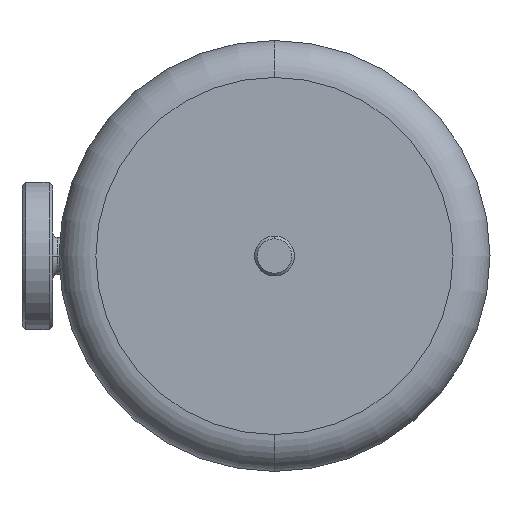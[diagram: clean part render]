
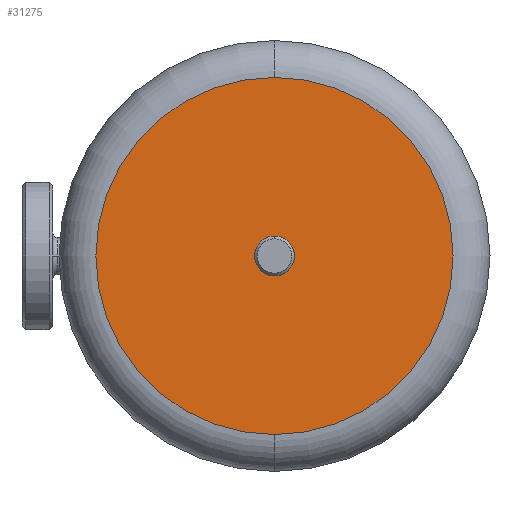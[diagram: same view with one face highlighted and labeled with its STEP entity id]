
A CAD part, left-side view. The second image highlights one B-rep face of the part: STEP entity #31275.
In plain terms, the highlighted planar face has unit normal (-1, 0, 0).
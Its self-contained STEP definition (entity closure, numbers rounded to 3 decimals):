
#12595=CARTESIAN_POINT('',(-41.2,0.,-1.621));
#12596=VERTEX_POINT('',#12595);
#12605=CARTESIAN_POINT('',(-41.2,0.,1.621));
#12606=VERTEX_POINT('',#12605);
#12607=CARTESIAN_POINT('',(-41.2,0.,0.));
#12608=DIRECTION('',(1.0,0.0,0.0));
#12609=DIRECTION('',(0.0,0.0,-1.0));
#12610=AXIS2_PLACEMENT_3D('',#12607,#12608,#12609);
#12611=CIRCLE('',#12610,1.621);
#12612=EDGE_CURVE('',#12606,#12596,#12611,.T.);
#12637=CARTESIAN_POINT('',(-41.2,0.,-14.5));
#12638=VERTEX_POINT('',#12637);
#12648=CARTESIAN_POINT('',(-41.2,14.5,0.));
#12649=VERTEX_POINT('',#12648);
#12650=CARTESIAN_POINT('',(-41.2,0.,0.));
#12651=DIRECTION('',(1.0,0.0,0.0));
#12652=DIRECTION('',(0.0,1.0,0.0));
#12653=AXIS2_PLACEMENT_3D('',#12650,#12651,#12652);
#12654=CIRCLE('',#12653,14.5);
#12655=EDGE_CURVE('',#12638,#12649,#12654,.T.);
#12657=CARTESIAN_POINT('',(-41.2,0.,14.5));
#12658=VERTEX_POINT('',#12657);
#12659=CARTESIAN_POINT('',(-41.2,0.,0.));
#12660=DIRECTION('',(1.0,0.0,0.0));
#12661=DIRECTION('',(0.0,1.0,0.0));
#12662=AXIS2_PLACEMENT_3D('',#12659,#12660,#12661);
#12663=CIRCLE('',#12662,14.5);
#12664=EDGE_CURVE('',#12649,#12658,#12663,.T.);
#31245=CARTESIAN_POINT('',(-41.2,0.,0.));
#31246=DIRECTION('',(1.0,0.0,0.0));
#31247=DIRECTION('',(0.0,1.0,0.0));
#31248=AXIS2_PLACEMENT_3D('',#31245,#31246,#31247);
#31249=CIRCLE('',#31248,14.5);
#31250=EDGE_CURVE('',#12658,#12638,#31249,.T.);
#31255=CARTESIAN_POINT('',(-41.2,7.25,0.));
#31256=DIRECTION('',(-1.0,0.0,0.0));
#31257=DIRECTION('',(0.0,0.0,1.0));
#31258=AXIS2_PLACEMENT_3D('',#31255,#31256,#31257);
#31259=PLANE('',#31258);
#31260=ORIENTED_EDGE('',*,*,#12664,.F.);
#31261=ORIENTED_EDGE('',*,*,#12655,.F.);
#31262=ORIENTED_EDGE('',*,*,#31250,.F.);
#31263=EDGE_LOOP('',(#31260,#31261,#31262));
#31264=FACE_OUTER_BOUND('',#31263,.T.);
#31265=CARTESIAN_POINT('',(-41.2,0.,0.));
#31266=DIRECTION('',(1.0,0.0,0.0));
#31267=DIRECTION('',(0.0,0.0,-1.0));
#31268=AXIS2_PLACEMENT_3D('',#31265,#31266,#31267);
#31269=CIRCLE('',#31268,1.621);
#31270=EDGE_CURVE('',#12596,#12606,#31269,.T.);
#31271=ORIENTED_EDGE('',*,*,#31270,.T.);
#31272=ORIENTED_EDGE('',*,*,#12612,.T.);
#31273=EDGE_LOOP('',(#31271,#31272));
#31274=FACE_BOUND('',#31273,.T.);
#31275=ADVANCED_FACE('',(#31264,#31274),#31259,.T.);
